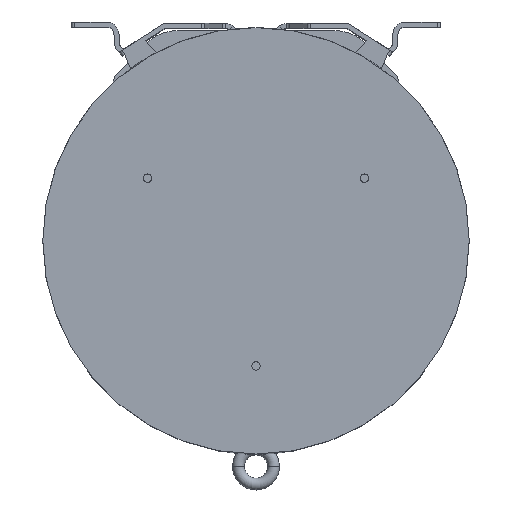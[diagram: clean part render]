
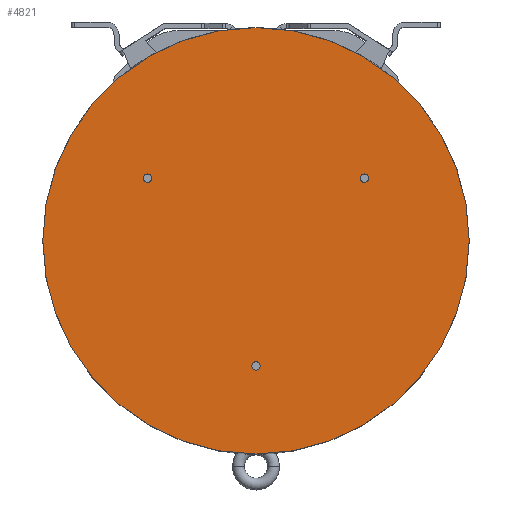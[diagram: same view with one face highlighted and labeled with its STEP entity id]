
A CAD part, top view. The second image highlights one B-rep face of the part: STEP entity #4821.
In plain terms, the highlighted planar face has unit normal (0, 0, 1).
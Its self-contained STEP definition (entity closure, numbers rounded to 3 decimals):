
#14=CARTESIAN_POINT('',(0.,0.,122.24));
#15=DIRECTION('',(0.,0.,1.));
#16=DIRECTION('',(-1.,0.,0.));
#17=AXIS2_PLACEMENT_3D('',#14,#15,#16);
#19=CARTESIAN_POINT('',(0.,0.,122.24));
#20=DIRECTION('',(0.,0.,1.));
#21=DIRECTION('',(1.,0.,0.));
#22=AXIS2_PLACEMENT_3D('',#19,#20,#21);
#24=CARTESIAN_POINT('',(86.603,50.,122.24));
#25=DIRECTION('',(0.,0.,1.));
#26=DIRECTION('',(1.,0.,0.));
#27=AXIS2_PLACEMENT_3D('',#24,#25,#26);
#29=CARTESIAN_POINT('',(86.603,50.,122.24));
#30=DIRECTION('',(0.,0.,1.));
#31=DIRECTION('',(-1.,0.,0.));
#32=AXIS2_PLACEMENT_3D('',#29,#30,#31);
#34=CARTESIAN_POINT('',(-86.603,50.,122.24));
#35=DIRECTION('',(0.,0.,1.));
#36=DIRECTION('',(1.,0.,0.));
#37=AXIS2_PLACEMENT_3D('',#34,#35,#36);
#39=CARTESIAN_POINT('',(-86.603,50.,122.24));
#40=DIRECTION('',(0.,0.,1.));
#41=DIRECTION('',(-1.,0.,0.));
#42=AXIS2_PLACEMENT_3D('',#39,#40,#41);
#44=CARTESIAN_POINT('',(0.,-100.,122.24));
#45=DIRECTION('',(0.,0.,1.));
#46=DIRECTION('',(1.,0.,0.));
#47=AXIS2_PLACEMENT_3D('',#44,#45,#46);
#49=CARTESIAN_POINT('',(0.,-100.,122.24));
#50=DIRECTION('',(0.,0.,1.));
#51=DIRECTION('',(-1.,0.,0.));
#52=AXIS2_PLACEMENT_3D('',#49,#50,#51);
#3800=CARTESIAN_POINT('',(-170.35,0.,122.24));
#3801=CARTESIAN_POINT('',(170.35,0.,122.24));
#3802=VERTEX_POINT('',#3800);
#3803=VERTEX_POINT('',#3801);
#4780=CARTESIAN_POINT('',(90.003,50.,122.24));
#4781=CARTESIAN_POINT('',(83.203,50.,122.24));
#4782=VERTEX_POINT('',#4780);
#4783=VERTEX_POINT('',#4781);
#4784=CARTESIAN_POINT('',(-83.203,50.,122.24));
#4785=CARTESIAN_POINT('',(-90.003,50.,122.24));
#4786=VERTEX_POINT('',#4784);
#4787=VERTEX_POINT('',#4785);
#4788=CARTESIAN_POINT('',(3.4,-100.,122.24));
#4789=CARTESIAN_POINT('',(-3.4,-100.,122.24));
#4790=VERTEX_POINT('',#4788);
#4791=VERTEX_POINT('',#4789);
#4792=CARTESIAN_POINT('',(0.,0.,122.24));
#4793=DIRECTION('',(0.,0.,1.));
#4794=DIRECTION('',(-1.,0.,0.));
#4795=AXIS2_PLACEMENT_3D('',#4792,#4793,#4794);
#4796=PLANE('',#4795);
#4798=ORIENTED_EDGE('',*,*,#4797,.F.);
#4800=ORIENTED_EDGE('',*,*,#4799,.F.);
#4801=EDGE_LOOP('',(#4798,#4800));
#4802=FACE_OUTER_BOUND('',#4801,.F.);
#4804=ORIENTED_EDGE('',*,*,#4803,.T.);
#4806=ORIENTED_EDGE('',*,*,#4805,.T.);
#4807=EDGE_LOOP('',(#4804,#4806));
#4808=FACE_BOUND('',#4807,.F.);
#4810=ORIENTED_EDGE('',*,*,#4809,.T.);
#4812=ORIENTED_EDGE('',*,*,#4811,.T.);
#4813=EDGE_LOOP('',(#4810,#4812));
#4814=FACE_BOUND('',#4813,.F.);
#4816=ORIENTED_EDGE('',*,*,#4815,.T.);
#4818=ORIENTED_EDGE('',*,*,#4817,.T.);
#4819=EDGE_LOOP('',(#4816,#4818));
#4820=FACE_BOUND('',#4819,.F.);
#4821=ADVANCED_FACE('',(#4802,#4808,#4814,#4820),#4796,.T.);
#18=CIRCLE('',#17,170.35);
#23=CIRCLE('',#22,170.35);
#28=CIRCLE('',#27,3.4);
#33=CIRCLE('',#32,3.4);
#38=CIRCLE('',#37,3.4);
#43=CIRCLE('',#42,3.4);
#48=CIRCLE('',#47,3.4);
#53=CIRCLE('',#52,3.4);
#4797=EDGE_CURVE('',#3802,#3803,#18,.T.);
#4799=EDGE_CURVE('',#3803,#3802,#23,.T.);
#4803=EDGE_CURVE('',#4782,#4783,#28,.T.);
#4805=EDGE_CURVE('',#4783,#4782,#33,.T.);
#4809=EDGE_CURVE('',#4786,#4787,#38,.T.);
#4811=EDGE_CURVE('',#4787,#4786,#43,.T.);
#4815=EDGE_CURVE('',#4790,#4791,#48,.T.);
#4817=EDGE_CURVE('',#4791,#4790,#53,.T.);
